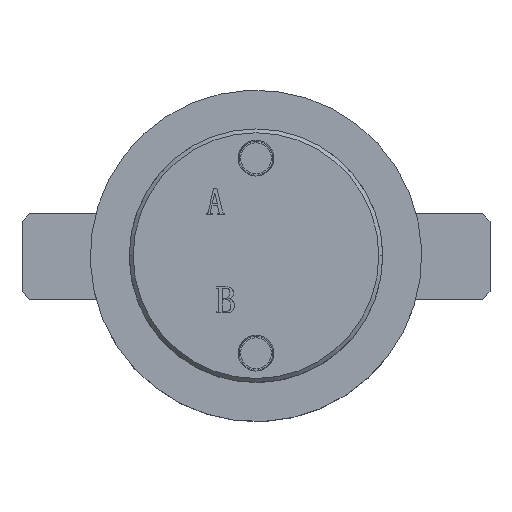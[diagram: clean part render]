
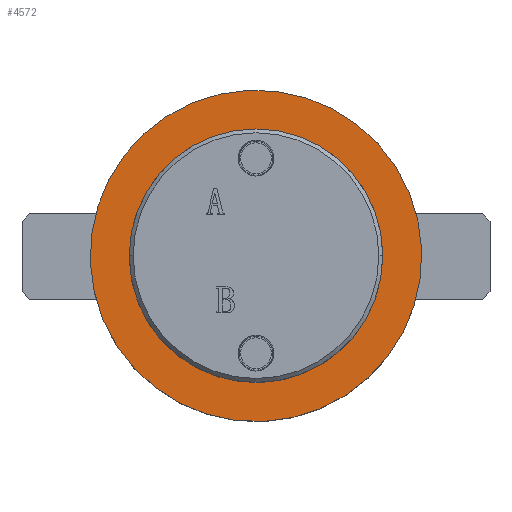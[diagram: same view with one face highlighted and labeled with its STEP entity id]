
A CAD part, top view. The second image highlights one B-rep face of the part: STEP entity #4572.
In plain terms, the highlighted face is planar.
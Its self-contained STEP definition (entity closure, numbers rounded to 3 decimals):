
#247 = EDGE_CURVE ( 'NONE', #3532, #3511, #2143, .T. ) ;
#248 = EDGE_CURVE ( 'NONE', #3518, #3528, #2141, .T. ) ;
#297 = EDGE_CURVE ( 'NONE', #3528, #3518, #2079, .T. ) ;
#307 = EDGE_CURVE ( 'NONE', #3511, #3532, #2064, .T. ) ;
#456 = AXIS2_PLACEMENT_3D ( 'NONE', #6806, #6805, #6804 ) ;
#461 = AXIS2_PLACEMENT_3D ( 'NONE', #6835, #6834, #6833 ) ;
#495 = AXIS2_PLACEMENT_3D ( 'NONE', #4665, #4664, #4663 ) ;
#496 = AXIS2_PLACEMENT_3D ( 'NONE', #4670, #4669, #4668 ) ;
#674 = CARTESIAN_POINT ( 'NONE',  ( 42.5, 0., 0. ) ) ;
#2064 = CIRCLE ( 'NONE', #456, 42.5 ) ;
#2079 = CIRCLE ( 'NONE', #461, 32.5 ) ;
#2141 = CIRCLE ( 'NONE', #495, 32.5 ) ;
#2143 = CIRCLE ( 'NONE', #496, 42.5 ) ;
#3511 = VERTEX_POINT ( 'NONE', #674 ) ;
#3518 = VERTEX_POINT ( 'NONE', #5648 ) ;
#3528 = VERTEX_POINT ( 'NONE', #5626 ) ;
#3532 = VERTEX_POINT ( 'NONE', #5602 ) ;
#3559 = EDGE_LOOP ( 'NONE', ( #4094, #4117 ) ) ;
#3704 = FACE_OUTER_BOUND ( 'NONE', #6559, .T. ) ;
#3716 = FACE_BOUND ( 'NONE', #3559, .T. ) ;
#3877 = ORIENTED_EDGE ( 'NONE', *, *, #247, .F. ) ;
#4037 = ORIENTED_EDGE ( 'NONE', *, *, #307, .F. ) ;
#4094 = ORIENTED_EDGE ( 'NONE', *, *, #297, .T. ) ;
#4117 = ORIENTED_EDGE ( 'NONE', *, *, #248, .T. ) ;
#4572 = ADVANCED_FACE ( 'NONE', ( #3704, #3716 ), #6381, .F. ) ;
#4663 = DIRECTION ( 'NONE',  ( 1., 0., 0. ) ) ;
#4664 = DIRECTION ( 'NONE',  ( 0., 0., 1. ) ) ;
#4665 = CARTESIAN_POINT ( 'NONE',  ( 0., 0., 0. ) ) ;
#4668 = DIRECTION ( 'NONE',  ( 1., 0., 0. ) ) ;
#4669 = DIRECTION ( 'NONE',  ( 0., 0., 1. ) ) ;
#4670 = CARTESIAN_POINT ( 'NONE',  ( 0., 0., 0. ) ) ;
#5602 = CARTESIAN_POINT ( 'NONE',  ( -42.5, 0., 0. ) ) ;
#5626 = CARTESIAN_POINT ( 'NONE',  ( -32.5, 0., 0. ) ) ;
#5648 = CARTESIAN_POINT ( 'NONE',  ( 32.5, 0., 0. ) ) ;
#5722 = AXIS2_PLACEMENT_3D ( 'NONE', #6385, #6378, #6375 ) ;
#6375 = DIRECTION ( 'NONE',  ( 1., 0., 0. ) ) ;
#6378 = DIRECTION ( 'NONE',  ( 0., 0., 1. ) ) ;
#6381 = PLANE ( 'NONE',  #5722 ) ;
#6385 = CARTESIAN_POINT ( 'NONE',  ( 0., 0., 0. ) ) ;
#6559 = EDGE_LOOP ( 'NONE', ( #3877, #4037 ) ) ;
#6804 = DIRECTION ( 'NONE',  ( 1., 0., 0. ) ) ;
#6805 = DIRECTION ( 'NONE',  ( 0., 0., 1. ) ) ;
#6806 = CARTESIAN_POINT ( 'NONE',  ( 0., 0., 0. ) ) ;
#6833 = DIRECTION ( 'NONE',  ( 1., 0., 0. ) ) ;
#6834 = DIRECTION ( 'NONE',  ( 0., 0., 1. ) ) ;
#6835 = CARTESIAN_POINT ( 'NONE',  ( 0., 0., 0. ) ) ;
